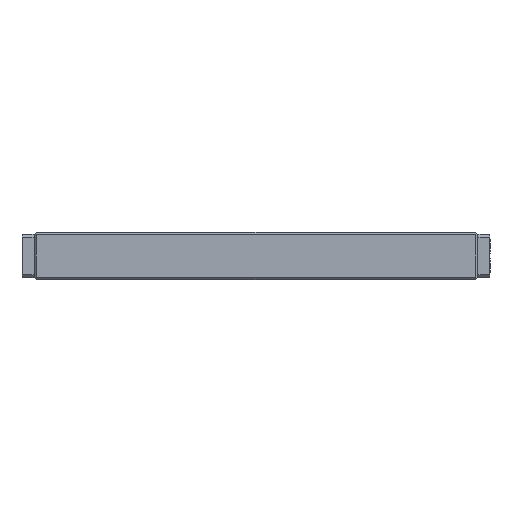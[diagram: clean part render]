
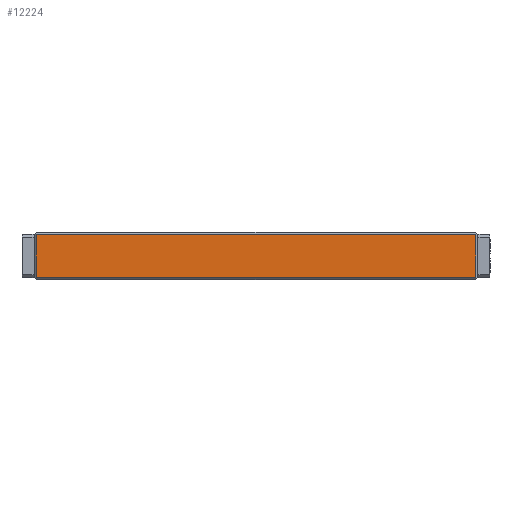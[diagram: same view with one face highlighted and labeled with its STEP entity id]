
A CAD part, front view. The second image highlights one B-rep face of the part: STEP entity #12224.
In plain terms, the highlighted planar face has unit normal (0, -1, 0).
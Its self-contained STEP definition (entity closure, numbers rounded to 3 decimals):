
#9995=FACE_OUTER_BOUND('',#20559,.T.);
#12224=ADVANCED_FACE('',(#9995),#14990,.T.);
#14990=PLANE('',#57646);
#20559=EDGE_LOOP('',(#24302,#24303,#24304,#24305));
#24302=ORIENTED_EDGE('',*,*,#42906,.T.);
#24303=ORIENTED_EDGE('',*,*,#42907,.T.);
#24304=ORIENTED_EDGE('',*,*,#42908,.T.);
#24305=ORIENTED_EDGE('',*,*,#42909,.T.);
#38150=VERTEX_POINT('',#75505);
#38151=VERTEX_POINT('',#75506);
#38152=VERTEX_POINT('',#75508);
#38153=VERTEX_POINT('',#75510);
#42906=EDGE_CURVE('',#38150,#38151,#49747,.T.);
#42907=EDGE_CURVE('',#38151,#38152,#49748,.T.);
#42908=EDGE_CURVE('',#38152,#38153,#49749,.T.);
#42909=EDGE_CURVE('',#38153,#38150,#49750,.T.);
#49747=LINE('',#75504,#53771);
#49748=LINE('',#75507,#53772);
#49749=LINE('',#75509,#53773);
#49750=LINE('',#75511,#53774);
#53771=VECTOR('',#62178,1.);
#53772=VECTOR('',#62179,1.);
#53773=VECTOR('',#62180,1.);
#53774=VECTOR('',#62181,1.);
#57646=AXIS2_PLACEMENT_3D('',#75512,#62182,#62183);
#62178=DIRECTION('',(-1.,0.,0.));
#62179=DIRECTION('',(0.,0.,-1.));
#62180=DIRECTION('',(1.,0.,0.));
#62181=DIRECTION('',(0.,0.,1.));
#62182=DIRECTION('',(0.,-1.,0.));
#62183=DIRECTION('',(0.,0.,-1.));
#75504=CARTESIAN_POINT('',(37.5,0.,7.575));
#75505=CARTESIAN_POINT('',(74.6,0.,7.575));
#75506=CARTESIAN_POINT('',(0.4,0.,7.575));
#75507=CARTESIAN_POINT('',(0.4,0.,0.));
#75508=CARTESIAN_POINT('',(0.4,0.,0.425));
#75509=CARTESIAN_POINT('',(37.5,0.,0.425));
#75510=CARTESIAN_POINT('',(74.6,0.,0.425));
#75511=CARTESIAN_POINT('',(74.6,0.,0.));
#75512=CARTESIAN_POINT('',(37.5,0.,0.));
